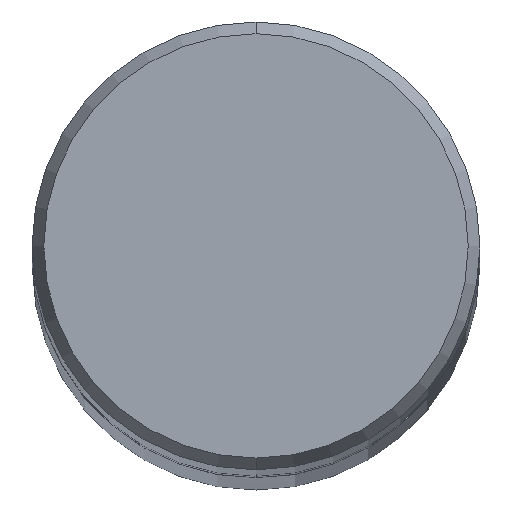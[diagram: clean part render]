
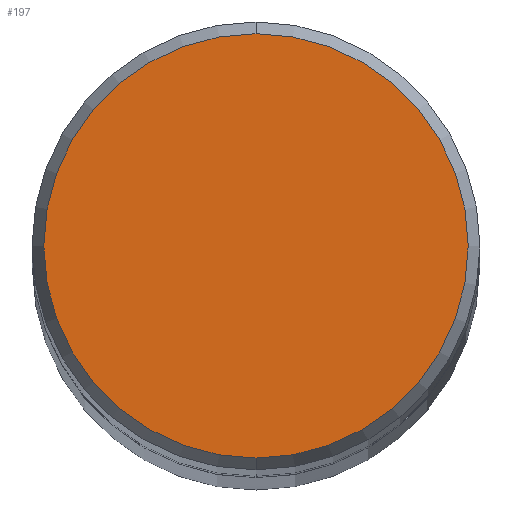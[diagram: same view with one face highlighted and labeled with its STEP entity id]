
A CAD part, top view. The second image highlights one B-rep face of the part: STEP entity #197.
In plain terms, the highlighted planar face has unit normal (0, 0, 1).
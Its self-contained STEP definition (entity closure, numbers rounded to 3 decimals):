
#163=VERTEX_POINT('',#324);
#181=EDGE_CURVE('',#163,#189,#343,.T.);
#189=VERTEX_POINT('',#351);
#197=ADVANCED_FACE('',(#360),#361,.T.);
#209=EDGE_CURVE('',#189,#163,#374,.T.);
#324=CARTESIAN_POINT('',(0.0,4.14,0.0));
#343=CIRCLE('',#529,4.14);
#351=CARTESIAN_POINT('',(0.,-4.14,0.0));
#360=FACE_OUTER_BOUND('',#553,.T.);
#361=PLANE('',#554);
#374=CIRCLE('',#570,4.14);
#529=AXIS2_PLACEMENT_3D('',#718,#719,#720);
#553=EDGE_LOOP('',(#736,#737));
#554=AXIS2_PLACEMENT_3D('',#738,#739,#740);
#570=AXIS2_PLACEMENT_3D('',#754,#755,#756);
#718=CARTESIAN_POINT('',(0.0,0.0,0.0));
#719=DIRECTION('',(0.0,0.0,-1.0));
#720=DIRECTION('',(0.0,1.0,0.0));
#736=ORIENTED_EDGE('',*,*,#181,.F.);
#737=ORIENTED_EDGE('',*,*,#209,.F.);
#738=CARTESIAN_POINT('',(0.0,2.07,0.0));
#739=DIRECTION('',(-0.0,0.0,1.0));
#740=DIRECTION('',(0.0,-1.0,0.0));
#754=CARTESIAN_POINT('',(0.0,0.0,0.0));
#755=DIRECTION('',(0.0,0.0,-1.0));
#756=DIRECTION('',(0.0,1.0,0.0));
